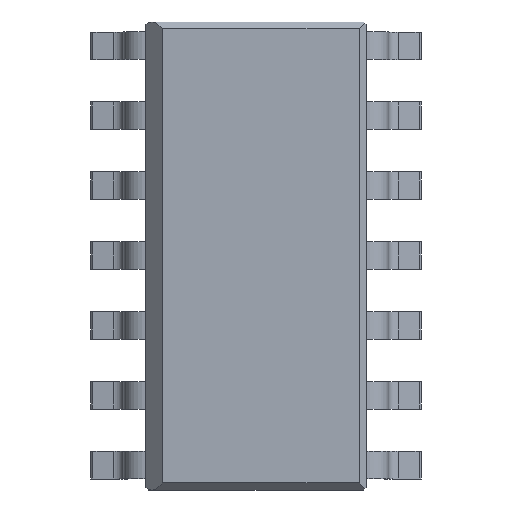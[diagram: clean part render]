
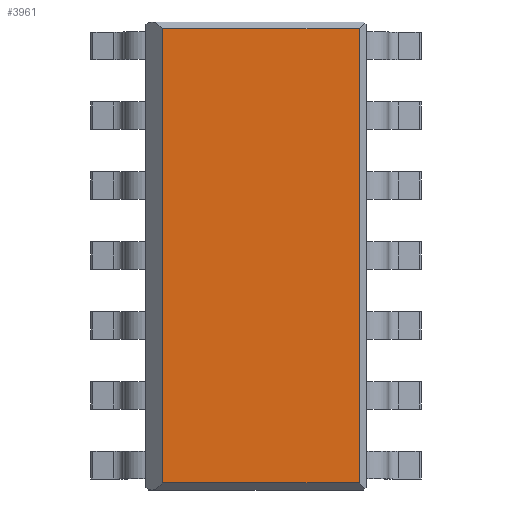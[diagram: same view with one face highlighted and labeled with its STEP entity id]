
A CAD part, top view. The second image highlights one B-rep face of the part: STEP entity #3961.
In plain terms, the highlighted planar face has unit normal (0, 0, 1).
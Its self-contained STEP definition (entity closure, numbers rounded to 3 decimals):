
#323=FACE_OUTER_BOUND('',#555,.T.);
#555=EDGE_LOOP('',(#2684,#2685,#2686,#2687));
#806=LINE('',#5922,#1232);
#811=LINE('',#5931,#1237);
#813=LINE('',#5936,#1239);
#815=LINE('',#5939,#1241);
#1232=VECTOR('',#4678,10.);
#1237=VECTOR('',#4687,10.);
#1239=VECTOR('',#4693,10.);
#1241=VECTOR('',#4697,10.);
#1644=VERTEX_POINT('',#5919);
#1645=VERTEX_POINT('',#5921);
#1647=VERTEX_POINT('',#5929);
#1648=VERTEX_POINT('',#5935);
#2050=EDGE_CURVE('',#1644,#1645,#806,.T.);
#2055=EDGE_CURVE('',#1647,#1644,#811,.T.);
#2057=EDGE_CURVE('',#1645,#1648,#813,.T.);
#2059=EDGE_CURVE('',#1648,#1647,#815,.T.);
#2684=ORIENTED_EDGE('',*,*,#2050,.F.);
#2685=ORIENTED_EDGE('',*,*,#2055,.F.);
#2686=ORIENTED_EDGE('',*,*,#2059,.F.);
#2687=ORIENTED_EDGE('',*,*,#2057,.F.);
#3813=PLANE('',#4223);
#3961=ADVANCED_FACE('',(#323),#3813,.T.);
#4223=AXIS2_PLACEMENT_3D('',#5938,#4695,#4696);
#4678=DIRECTION('',(0.,1.,0.));
#4687=DIRECTION('',(-1.,0.,0.));
#4693=DIRECTION('',(1.,0.,0.));
#4695=DIRECTION('center_axis',(0.,0.,1.));
#4696=DIRECTION('ref_axis',(1.,0.,0.));
#4697=DIRECTION('',(0.,-1.,0.));
#5919=CARTESIAN_POINT('',(-1.7,-4.125,1.4));
#5921=CARTESIAN_POINT('',(-1.7,4.125,1.4));
#5922=CARTESIAN_POINT('',(-1.7,-4.125,1.4));
#5929=CARTESIAN_POINT('',(1.875,-4.125,1.4));
#5931=CARTESIAN_POINT('',(1.875,-4.125,1.4));
#5935=CARTESIAN_POINT('',(1.875,4.125,1.4));
#5936=CARTESIAN_POINT('',(-1.7,4.125,1.4));
#5938=CARTESIAN_POINT('Origin',(-1.71,0.,1.4));
#5939=CARTESIAN_POINT('',(1.875,4.125,1.4));
